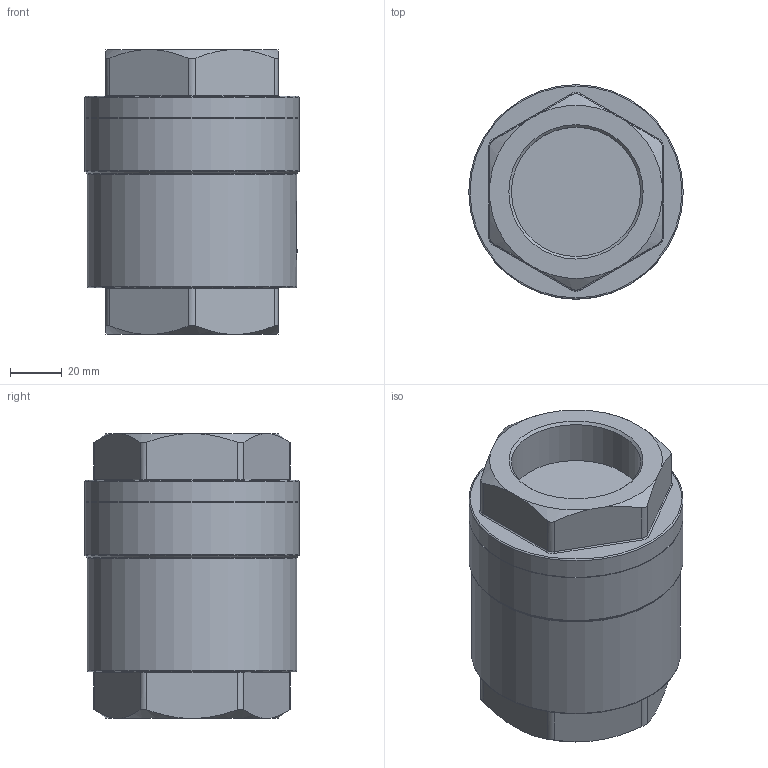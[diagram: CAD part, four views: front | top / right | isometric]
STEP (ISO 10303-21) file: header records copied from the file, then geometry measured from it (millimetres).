
FILE_DESCRIPTION(/* description */ (''),/* implementation_level */ '2;1');
FILE_NAME(/* name */ 'DN50_3D_STEP.stp',/* time_stamp */ '2024-03-28T00:00:50+03:00',/* author */ ('igorr'),/* organization */ (''),/* preprocessor_version */ 'ST-DEVELOPER v19.2',/* originating_system */ 'Autodesk Inventor 2023',/* authorisation */ '');
FILE_SCHEMA (('AUTOMOTIVE_DESIGN { 1 0 10303 214 3 1 1 }'));
Length unit declared in the file: millimetre
Products named in the file (1): Деталь
Bounding box: 83 x 83 x 110 mm (x, y, z)
Volume: 454779 mm3; surface area: 52984.1 mm2
Topology: 1 solids, 1 shells, 157 faces, 393 edges, 252 vertices
Faces by surface type: plane 64, cylinder 39, bspline 23, torus 16, cone 15
Full cylindrical faces by diameter (mm): 20 x1, 50 x2, 81 x1, 83 x2
Entity records: 5635 total; most frequent: CARTESIAN_POINT 1802, ORIENTED_EDGE 786, DIRECTION 711, EDGE_CURVE 393, AXIS2_PLACEMENT_3D 267, VERTEX_POINT 252, LINE 177, VECTOR 177
